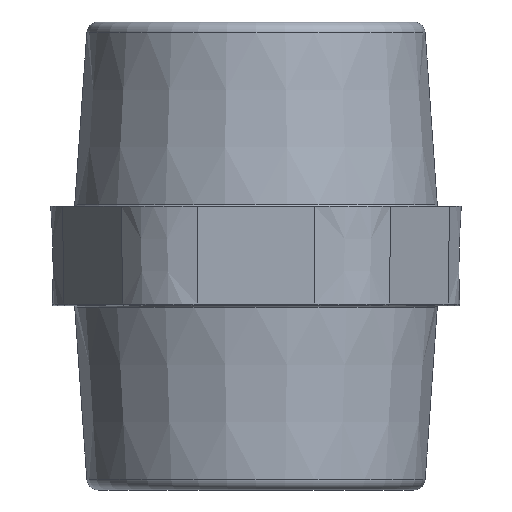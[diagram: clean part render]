
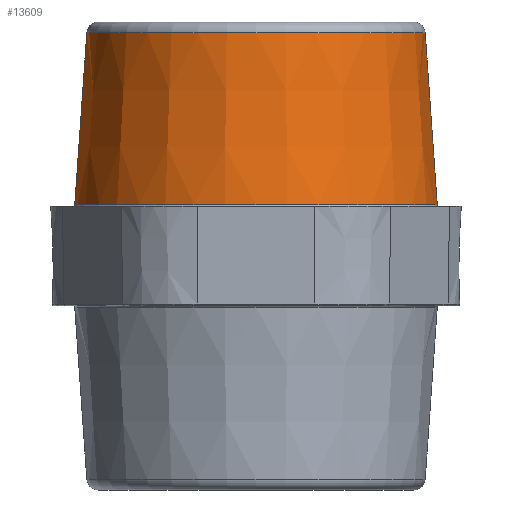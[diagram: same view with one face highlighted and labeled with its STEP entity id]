
A CAD part, front view. The second image highlights one B-rep face of the part: STEP entity #13609.
In plain terms, the highlighted conical face has half-angle 4 degrees and reference radius 29.954 mm.
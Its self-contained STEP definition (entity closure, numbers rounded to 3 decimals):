
#2490 = ORIENTED_EDGE ( 'NONE', *, *, #57250, .F. ) ;
#3334 = CARTESIAN_POINT ( 'NONE',  ( -30.98, 0., 17.279 ) ) ;
#4729 = AXIS2_PLACEMENT_3D ( 'NONE', #45848, #40242, #54427 ) ;
#7886 = CONICAL_SURFACE ( 'NONE', #4729, 29.954, 0.07 ) ;
#8465 = DIRECTION ( 'NONE',  ( 0., 0., -1. ) ) ;
#9207 = VECTOR ( 'NONE', #53573, 1000. ) ;
#9508 = FACE_OUTER_BOUND ( 'NONE', #62664, .T. ) ;
#9970 = EDGE_CURVE ( 'NONE', #53832, #24350, #13391, .T. ) ;
#13247 = LINE ( 'NONE', #3334, #9207 ) ;
#13391 = CIRCLE ( 'NONE', #16560, 28.927 ) ;
#13609 = ADVANCED_FACE ( 'NONE', ( #9508 ), #7886, .T. ) ;
#14463 = LINE ( 'NONE', #24368, #24553 ) ;
#16560 = AXIS2_PLACEMENT_3D ( 'NONE', #34206, #48091, #63582 ) ;
#17620 = CIRCLE ( 'NONE', #54556, 30.98 ) ;
#24350 = VERTEX_POINT ( 'NONE', #62188 ) ;
#24368 = CARTESIAN_POINT ( 'NONE',  ( 30.98, 0., 17.279 ) ) ;
#24553 = VECTOR ( 'NONE', #44539, 1000. ) ;
#27174 = EDGE_CURVE ( 'NONE', #48260, #24350, #14463, .T. ) ;
#31310 = ORIENTED_EDGE ( 'NONE', *, *, #9970, .F. ) ;
#31867 = CARTESIAN_POINT ( 'NONE',  ( -28.927, 0., 46.64 ) ) ;
#34206 = CARTESIAN_POINT ( 'NONE',  ( 0., 0., 46.64 ) ) ;
#38632 = CARTESIAN_POINT ( 'NONE',  ( 30.98, 0., 17.279 ) ) ;
#40242 = DIRECTION ( 'NONE',  ( 0., 0., -1. ) ) ;
#44539 = DIRECTION ( 'NONE',  ( -0.07, 0., 0.998 ) ) ;
#45848 = CARTESIAN_POINT ( 'NONE',  ( 0., 0., 31.959 ) ) ;
#46256 = EDGE_CURVE ( 'NONE', #57161, #53832, #13247, .T. ) ;
#48091 = DIRECTION ( 'NONE',  ( 0., 0., 1. ) ) ;
#48260 = VERTEX_POINT ( 'NONE', #38632 ) ;
#53400 = CARTESIAN_POINT ( 'NONE',  ( -30.98, 0., 17.279 ) ) ;
#53573 = DIRECTION ( 'NONE',  ( 0.07, 0., 0.998 ) ) ;
#53832 = VERTEX_POINT ( 'NONE', #31867 ) ;
#54039 = CARTESIAN_POINT ( 'NONE',  ( 0., 0., 17.279 ) ) ;
#54427 = DIRECTION ( 'NONE',  ( 1., 0., 0. ) ) ;
#54556 = AXIS2_PLACEMENT_3D ( 'NONE', #54039, #8465, #64910 ) ;
#57161 = VERTEX_POINT ( 'NONE', #53400 ) ;
#57250 = EDGE_CURVE ( 'NONE', #48260, #57161, #17620, .T. ) ;
#58374 = ORIENTED_EDGE ( 'NONE', *, *, #46256, .F. ) ;
#62188 = CARTESIAN_POINT ( 'NONE',  ( 28.927, 0., 46.64 ) ) ;
#62664 = EDGE_LOOP ( 'NONE', ( #63833, #31310, #58374, #2490 ) ) ;
#63582 = DIRECTION ( 'NONE',  ( -1., 0., 0. ) ) ;
#63833 = ORIENTED_EDGE ( 'NONE', *, *, #27174, .T. ) ;
#64910 = DIRECTION ( 'NONE',  ( 1., 0., 0. ) ) ;
